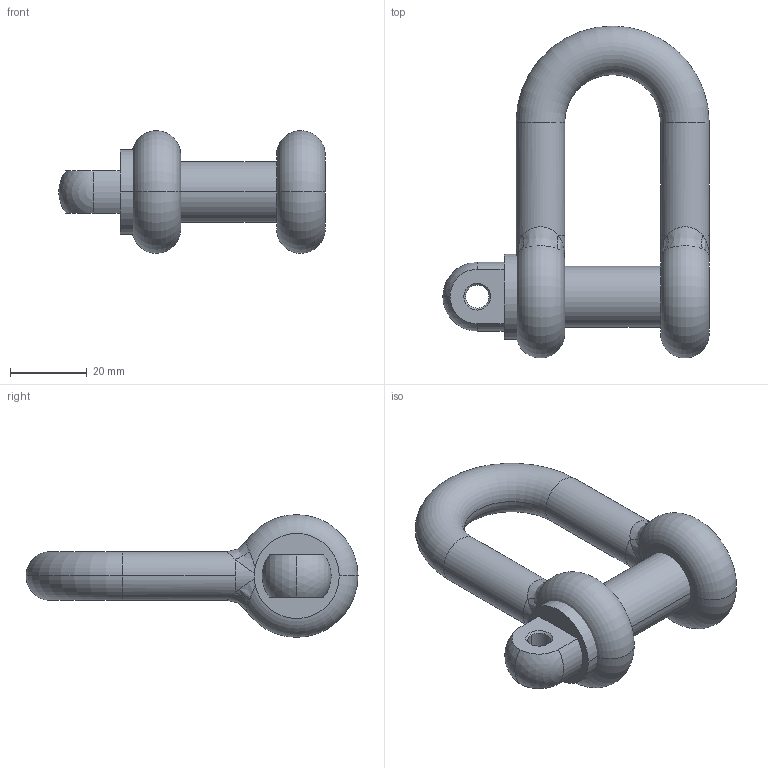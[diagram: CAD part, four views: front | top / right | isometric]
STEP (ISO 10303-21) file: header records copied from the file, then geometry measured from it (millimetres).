
FILE_DESCRIPTION (( 'STEP AP214' ), '1' );
FILE_NAME ('PH3TA.STEP', '2020-05-21T13:18:03', ( '' ), ( '' ), 'SwSTEP 2.0', 'SolidWorks 2019', '' );
FILE_SCHEMA (( 'AUTOMOTIVE_DESIGN' ));
Length unit declared in the file: millimetre
Products named in the file (3): PHTABOD_PH3TABOD; PHTAPIN_PH3TAPIN; PH3TA
Assembly tree (2 placements, depth 2):
  PH3TA
    PHTABOD_PH3TABOD
    PHTAPIN_PH3TAPIN
Bounding box: 69.5 x 86.6 x 31.99 mm (x, y, z)
Volume: 41423.6 mm3; surface area: 13966.7 mm2
Topology: 2 solids, 2 shells, 56 faces, 132 edges, 72 vertices
Faces by surface type: cylinder 21, bspline 12, plane 9, torus 6, cone 6, sphere 2
Entity records: 2567 total; most frequent: CARTESIAN_POINT 1249, DIRECTION 265, ORIENTED_EDGE 242, EDGE_CURVE 121, AXIS2_PLACEMENT_3D 119, VERTEX_POINT 71, CIRCLE 70, EDGE_LOOP 64
